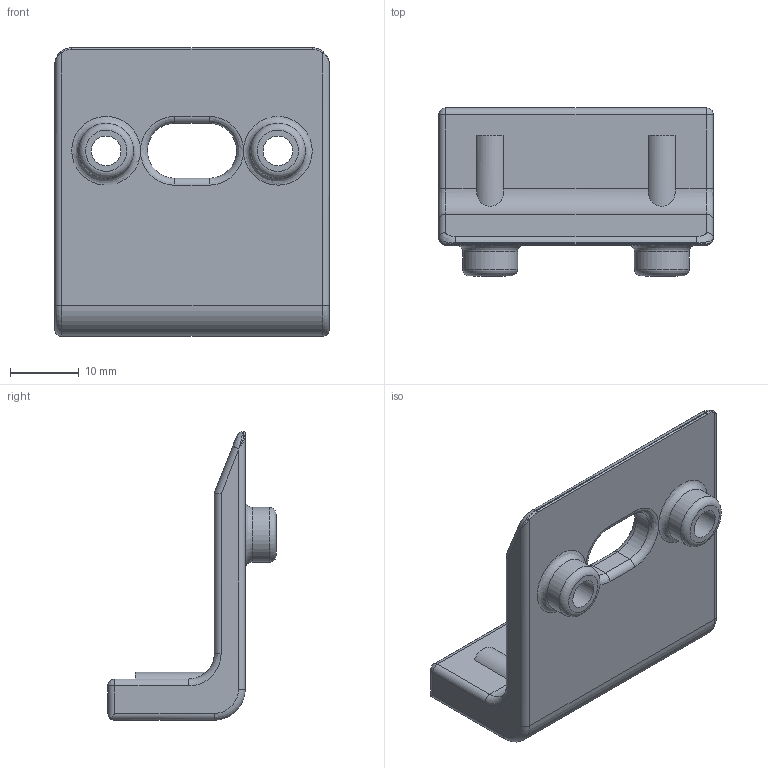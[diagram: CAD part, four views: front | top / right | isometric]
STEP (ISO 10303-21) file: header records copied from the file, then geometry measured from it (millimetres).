
FILE_DESCRIPTION(('STEP AP203'),'1');
FILE_NAME('SAFE08E1081.stp','2023-10-10T13:15:55',(' '),(' '),'Spatial InterOp 3D',' ',' ');
FILE_SCHEMA(('CONFIG_CONTROL_DESIGN'));
Length unit declared in the file: millimetre
Products named in the file (1): Butee de porte 8 40 PA
Bounding box: 40 x 24.5 x 42 mm (x, y, z)
Volume: 10164.8 mm3; surface area: 5458.1 mm2
Topology: 1 solids, 1 shells, 77 faces, 186 edges, 109 vertices
Faces by surface type: cylinder 34, revolution 18, plane 17, bspline 8
Full cylindrical faces by diameter (mm): 4.3 x2, 7.5 x2, 8 x2
Entity records: 3169 total; most frequent: CARTESIAN_POINT 1419, ORIENTED_EDGE 330, DIRECTION 308, EDGE_CURVE 165, AXIS2_PLACEMENT_3D 118, VERTEX_POINT 104, EDGE_LOOP 97, FACE_OUTER_BOUND 89
